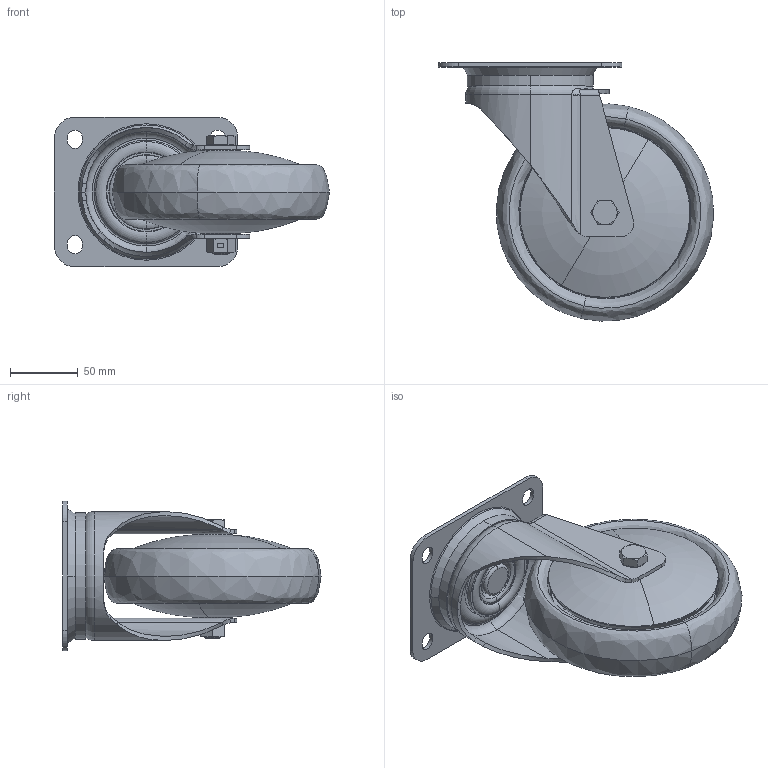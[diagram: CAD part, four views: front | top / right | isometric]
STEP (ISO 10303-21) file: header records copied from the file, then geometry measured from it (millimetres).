
FILE_DESCRIPTION (( 'STEP AP214' ), '1' );
FILE_NAME ('0055731.step', '2023-09-28T08:11:30', ( '' ), ( '' ), 'SwSTEP 2.0', 'SolidWorks 2020', '' );
FILE_SCHEMA (( 'AUTOMOTIVE_DESIGN' ));
Length unit declared in the file: millimetre
Products named in the file (1): 0055731
Bounding box: 202.42 x 189.92 x 110 mm (x, y, z)
Volume: 615155.6 mm3; surface area: 289537.5 mm2
Topology: 22 solids, 22 shells, 507 faces, 1126 edges, 660 vertices
Faces by surface type: torus 146, plane 105, cylinder 96, cone 94, bspline 42, sphere 24
Entity records: 22759 total; most frequent: CARTESIAN_POINT 5888, DIRECTION 2524, ORIENTED_EDGE 2156, AXIS2_PLACEMENT_3D 1115, EDGE_CURVE 1078, CIRCLE 649, VERTEX_POINT 636, EDGE_LOOP 564
